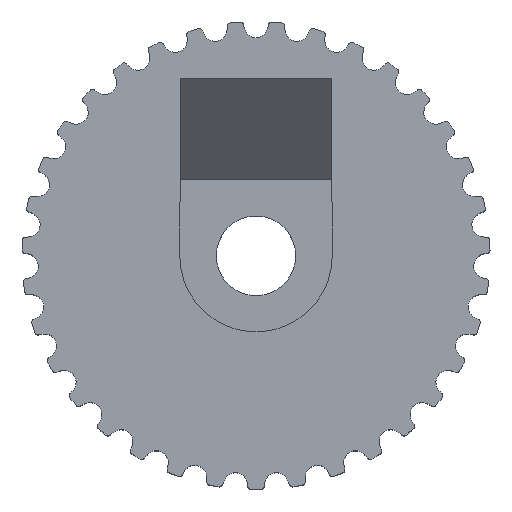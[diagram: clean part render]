
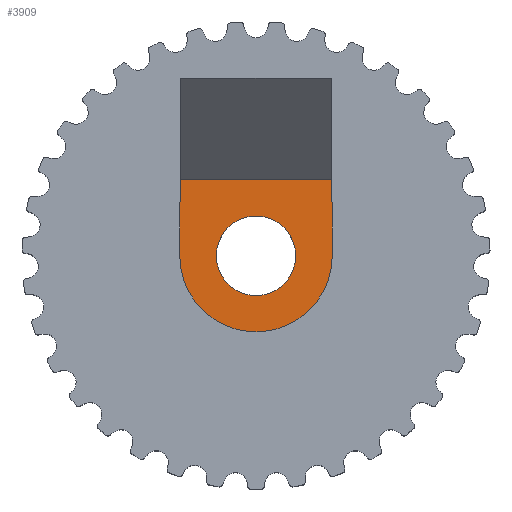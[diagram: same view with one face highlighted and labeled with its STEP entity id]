
A CAD part, top view. The second image highlights one B-rep face of the part: STEP entity #3909.
In plain terms, the highlighted planar face has unit normal (0, 0, 1).
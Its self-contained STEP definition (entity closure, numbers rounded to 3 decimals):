
#19=LINE('',#6723,#240);
#20=LINE('',#6726,#241);
#21=LINE('',#6729,#242);
#240=VECTOR('',#5216,10.);
#241=VECTOR('',#5219,10.);
#242=VECTOR('',#5222,10.);
#670=FACE_BOUND('',#895,.T.);
#675=FACE_OUTER_BOUND('',#894,.T.);
#894=EDGE_LOOP('',(#2829,#2830,#2831,#2832));
#895=EDGE_LOOP('',(#2833));
#1322=CIRCLE('',#4351,1.85);
#1323=CIRCLE('',#4354,3.55);
#1746=VERTEX_POINT('',#6712);
#1748=VERTEX_POINT('',#6717);
#1750=VERTEX_POINT('',#6721);
#1751=VERTEX_POINT('',#6725);
#1752=VERTEX_POINT('',#6727);
#2176=EDGE_CURVE('',#1746,#1746,#1322,.T.);
#2181=EDGE_CURVE('',#1748,#1750,#19,.T.);
#2182=EDGE_CURVE('',#1751,#1750,#20,.T.);
#2183=EDGE_CURVE('',#1752,#1751,#1323,.T.);
#2184=EDGE_CURVE('',#1748,#1752,#21,.T.);
#2829=ORIENTED_EDGE('',*,*,#2181,.T.);
#2830=ORIENTED_EDGE('',*,*,#2182,.F.);
#2831=ORIENTED_EDGE('',*,*,#2183,.F.);
#2832=ORIENTED_EDGE('',*,*,#2184,.F.);
#2833=ORIENTED_EDGE('',*,*,#2176,.F.);
#3902=PLANE('',#4353);
#3909=ADVANCED_FACE('',(#675,#670),#3902,.T.);
#4351=AXIS2_PLACEMENT_3D('',#6713,#5208,#5209);
#4353=AXIS2_PLACEMENT_3D('',#6724,#5217,#5218);
#4354=AXIS2_PLACEMENT_3D('',#6728,#5220,#5221);
#5208=DIRECTION('center_axis',(0.,0.,1.));
#5209=DIRECTION('ref_axis',(-1.,0.,0.));
#5216=DIRECTION('',(-1.,0.,0.));
#5217=DIRECTION('center_axis',(0.,0.,1.));
#5218=DIRECTION('ref_axis',(1.,0.,0.));
#5219=DIRECTION('',(0.006,1.,0.));
#5220=DIRECTION('center_axis',(0.,0.,-1.));
#5221=DIRECTION('ref_axis',(1.,0.,0.));
#5222=DIRECTION('',(0.006,-1.,0.));
#6712=CARTESIAN_POINT('',(1.85,0.,1.8));
#6713=CARTESIAN_POINT('Origin',(0.,0.,1.8));
#6717=CARTESIAN_POINT('',(3.529,3.55,1.8));
#6721=CARTESIAN_POINT('',(-3.529,3.55,1.8));
#6723=CARTESIAN_POINT('',(-1.75,3.55,1.8));
#6724=CARTESIAN_POINT('Origin',(0.,0.,1.8));
#6725=CARTESIAN_POINT('',(-3.55,0.022,1.8));
#6726=CARTESIAN_POINT('',(-3.5,8.25,1.8));
#6727=CARTESIAN_POINT('',(3.55,0.022,1.8));
#6728=CARTESIAN_POINT('Origin',(0.,0.,1.8));
#6729=CARTESIAN_POINT('',(3.5,8.25,1.8));
